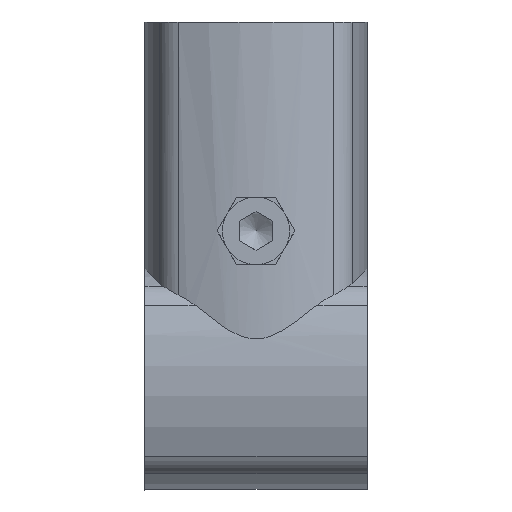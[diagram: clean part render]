
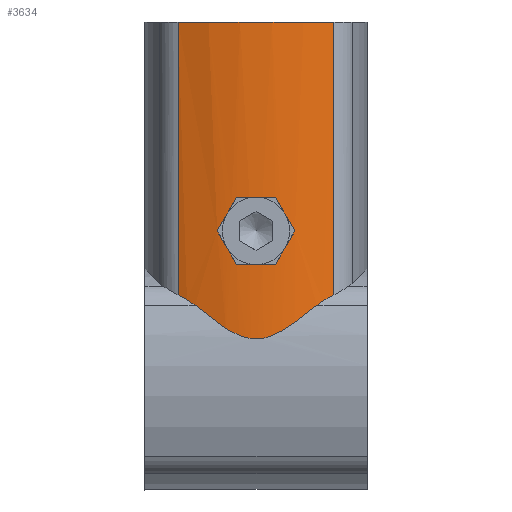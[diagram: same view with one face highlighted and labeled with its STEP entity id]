
A CAD part, left-side view. The second image highlights one B-rep face of the part: STEP entity #3634.
In plain terms, the highlighted cylindrical face has radius 30 mm (diameter 60.001 mm), a partial arc.
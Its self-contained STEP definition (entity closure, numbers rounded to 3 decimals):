
#79=ELLIPSE('',#3908,60.001,30.);
#80=ELLIPSE('',#3909,60.001,30.);
#81=ELLIPSE('',#3911,60.001,30.);
#82=ELLIPSE('',#3912,60.001,30.);
#114=FACE_BOUND('',#442,.T.);
#139=CYLINDRICAL_SURFACE('',#3907,30.);
#234=FACE_OUTER_BOUND('',#441,.T.);
#441=EDGE_LOOP('',(#2521,#2522,#2523,#2524,#2525,#2526));
#442=EDGE_LOOP('',(#2527,#2528,#2529,#2530,#2531,#2532));
#662=B_SPLINE_CURVE_WITH_KNOTS('',3,(#5556,#5557,#5558,#5559,#5560,#5561,
#5562,#5563,#5564,#5565),.UNSPECIFIED.,.F.,.F.,(4,2,2,2,4),(-22.637,
-21.867,-18.863,-16.505,-15.134),
 .UNSPECIFIED.);
#663=B_SPLINE_CURVE_WITH_KNOTS('',3,(#5568,#5569,#5570,#5571,#5572,#5573,
#5574,#5575,#5576,#5577),.UNSPECIFIED.,.F.,.F.,(4,2,2,2,4),(-41.317,
-38.587,-35.574,-34.067,-33.626),
 .UNSPECIFIED.);
#664=B_SPLINE_CURVE_WITH_KNOTS('',3,(#5578,#5579,#5580,#5581,#5582,#5583,
#5584,#5585,#5586,#5587,#5588,#5589,#5590,#5591,#5592,#5593,#5594,#5595,
#5596,#5597,#5598,#5599,#5600,#5601,#5602,#5603,#5604,#5605,#5606,#5607,
#5608,#5609,#5610,#5611,#5612,#5613,#5614,#5615),.UNSPECIFIED.,.F.,.F.,
(4,2,2,2,2,2,2,2,2,2,2,2,2,2,2,2,2,2,4),(-340.866,-336.735,
-332.437,-328.139,-323.84,-319.542,
-317.393,-315.243,-313.094,-310.945,
-308.796,-306.646,-304.497,-302.348,
-298.05,-293.751,-289.453,-285.154,
-281.023),.UNSPECIFIED.);
#755=LINE('',#5552,#1051);
#756=LINE('',#5566,#1052);
#1051=VECTOR('',#4395,40.119);
#1052=VECTOR('',#4398,40.119);
#1342=CIRCLE('',#3894,30.);
#1346=CIRCLE('',#3910,30.);
#1347=CIRCLE('',#3913,30.);
#1522=VERTEX_POINT('',#5495);
#1523=VERTEX_POINT('',#5497);
#1530=VERTEX_POINT('',#5539);
#1531=VERTEX_POINT('',#5554);
#1532=VERTEX_POINT('',#5555);
#1533=VERTEX_POINT('',#5567);
#1534=VERTEX_POINT('',#5616);
#1535=VERTEX_POINT('',#5617);
#1536=VERTEX_POINT('',#5619);
#1537=VERTEX_POINT('',#5621);
#1538=VERTEX_POINT('',#5623);
#1539=VERTEX_POINT('',#5625);
#1908=EDGE_CURVE('',#1522,#1523,#1342,.T.);
#1923=EDGE_CURVE('',#1530,#1522,#755,.T.);
#1924=EDGE_CURVE('',#1531,#1532,#662,.T.);
#1925=EDGE_CURVE('',#1523,#1532,#756,.T.);
#1926=EDGE_CURVE('',#1530,#1533,#663,.T.);
#1927=EDGE_CURVE('',#1533,#1531,#664,.T.);
#1928=EDGE_CURVE('',#1534,#1535,#79,.T.);
#1929=EDGE_CURVE('',#1536,#1535,#80,.T.);
#1930=EDGE_CURVE('',#1537,#1536,#1346,.T.);
#1931=EDGE_CURVE('',#1538,#1537,#81,.T.);
#1932=EDGE_CURVE('',#1538,#1539,#82,.T.);
#1933=EDGE_CURVE('',#1539,#1534,#1347,.T.);
#2521=ORIENTED_EDGE('',*,*,#1924,.T.);
#2522=ORIENTED_EDGE('',*,*,#1925,.F.);
#2523=ORIENTED_EDGE('',*,*,#1908,.F.);
#2524=ORIENTED_EDGE('',*,*,#1923,.F.);
#2525=ORIENTED_EDGE('',*,*,#1926,.T.);
#2526=ORIENTED_EDGE('',*,*,#1927,.T.);
#2527=ORIENTED_EDGE('',*,*,#1928,.T.);
#2528=ORIENTED_EDGE('',*,*,#1929,.F.);
#2529=ORIENTED_EDGE('',*,*,#1930,.F.);
#2530=ORIENTED_EDGE('',*,*,#1931,.F.);
#2531=ORIENTED_EDGE('',*,*,#1932,.T.);
#2532=ORIENTED_EDGE('',*,*,#1933,.T.);
#3634=ADVANCED_FACE('',(#234,#114),#139,.T.);
#3894=AXIS2_PLACEMENT_3D('',#5498,#4363,#4364);
#3907=AXIS2_PLACEMENT_3D('',#5553,#4396,#4397);
#3908=AXIS2_PLACEMENT_3D('',#5618,#4399,#4400);
#3909=AXIS2_PLACEMENT_3D('',#5620,#4401,#4402);
#3910=AXIS2_PLACEMENT_3D('',#5622,#4403,#4404);
#3911=AXIS2_PLACEMENT_3D('',#5624,#4405,#4406);
#3912=AXIS2_PLACEMENT_3D('',#5626,#4407,#4408);
#3913=AXIS2_PLACEMENT_3D('',#5627,#4409,#4410);
#4363=DIRECTION('center_axis',(0.,0.,1.));
#4364=DIRECTION('ref_axis',(-0.924,0.382,0.));
#4395=DIRECTION('',(0.,0.,1.));
#4396=DIRECTION('center_axis',(0.,0.,1.));
#4397=DIRECTION('ref_axis',(-1.,0.,0.));
#4398=DIRECTION('',(0.,0.,-1.));
#4399=DIRECTION('center_axis',(0.,-0.866,
0.5));
#4400=DIRECTION('ref_axis',(0.,0.5,0.866));
#4401=DIRECTION('center_axis',(0.,0.866,0.5));
#4402=DIRECTION('ref_axis',(0.,0.5,-0.866));
#4403=DIRECTION('center_axis',(0.,0.,1.));
#4404=DIRECTION('ref_axis',(-0.995,0.095,0.));
#4405=DIRECTION('center_axis',(0.,-0.866,
0.5));
#4406=DIRECTION('ref_axis',(0.,-0.5,-0.866));
#4407=DIRECTION('center_axis',(0.,0.866,0.5));
#4408=DIRECTION('ref_axis',(0.,-0.5,0.866));
#4409=DIRECTION('center_axis',(0.,0.,1.));
#4410=DIRECTION('ref_axis',(-0.995,0.095,0.));
#5495=CARTESIAN_POINT('',(-6.747,414.177,1333.5));
#5497=CARTESIAN_POINT('',(-6.747,391.26,1333.5));
#5498=CARTESIAN_POINT('Origin',(20.979,402.718,1333.5));
#5539=CARTESIAN_POINT('',(-6.747,414.177,1293.381));
#5552=CARTESIAN_POINT('',(-6.747,414.177,1293.381));
#5553=CARTESIAN_POINT('Origin',(20.979,402.718,1281.494));
#5554=CARTESIAN_POINT('',(-7.651,393.754,1291.86));
#5555=CARTESIAN_POINT('',(-6.747,391.26,1293.381));
#5556=CARTESIAN_POINT('Ctrl Pts',(-7.651,393.754,1291.86));
#5557=CARTESIAN_POINT('Ctrl Pts',(-7.626,393.673,1291.927));
#5558=CARTESIAN_POINT('Ctrl Pts',(-7.599,393.591,1291.993));
#5559=CARTESIAN_POINT('Ctrl Pts',(-7.467,393.18,1292.307));
#5560=CARTESIAN_POINT('Ctrl Pts',(-7.348,392.833,1292.531));
#5561=CARTESIAN_POINT('Ctrl Pts',(-7.141,392.26,1292.869));
#5562=CARTESIAN_POINT('Ctrl Pts',(-7.043,391.999,1293.012));
#5563=CARTESIAN_POINT('Ctrl Pts',(-6.876,391.577,1293.228));
#5564=CARTESIAN_POINT('Ctrl Pts',(-6.813,391.419,1293.306));
#5565=CARTESIAN_POINT('Ctrl Pts',(-6.747,391.26,1293.381));
#5566=CARTESIAN_POINT('',(-6.747,391.26,1333.5));
#5567=CARTESIAN_POINT('',(-7.651,411.683,1291.86));
#5568=CARTESIAN_POINT('Ctrl Pts',(-6.747,414.177,1293.381));
#5569=CARTESIAN_POINT('Ctrl Pts',(-6.877,413.861,1293.231));
#5570=CARTESIAN_POINT('Ctrl Pts',(-7.,413.55,1293.073));
#5571=CARTESIAN_POINT('Ctrl Pts',(-7.239,412.911,1292.718));
#5572=CARTESIAN_POINT('Ctrl Pts',(-7.355,412.584,1292.52));
#5573=CARTESIAN_POINT('Ctrl Pts',(-7.513,412.114,1292.196));
#5574=CARTESIAN_POINT('Ctrl Pts',(-7.563,411.961,1292.084));
#5575=CARTESIAN_POINT('Ctrl Pts',(-7.624,411.769,1291.931));
#5576=CARTESIAN_POINT('Ctrl Pts',(-7.637,411.726,1291.896));
#5577=CARTESIAN_POINT('Ctrl Pts',(-7.651,411.683,1291.86));
#5578=CARTESIAN_POINT('Ctrl Pts',(-7.651,411.683,1291.86));
#5579=CARTESIAN_POINT('Ctrl Pts',(-7.771,411.299,1291.537));
#5580=CARTESIAN_POINT('Ctrl Pts',(-7.883,410.916,1291.22));
#5581=CARTESIAN_POINT('Ctrl Pts',(-8.094,410.134,1290.588));
#5582=CARTESIAN_POINT('Ctrl Pts',(-8.192,409.735,1290.274));
#5583=CARTESIAN_POINT('Ctrl Pts',(-8.373,408.934,1289.666));
#5584=CARTESIAN_POINT('Ctrl Pts',(-8.456,408.533,1289.371));
#5585=CARTESIAN_POINT('Ctrl Pts',(-8.604,407.723,1288.81));
#5586=CARTESIAN_POINT('Ctrl Pts',(-8.67,407.317,1288.544));
#5587=CARTESIAN_POINT('Ctrl Pts',(-8.787,406.49,1288.048));
#5588=CARTESIAN_POINT('Ctrl Pts',(-8.837,406.069,1287.819));
#5589=CARTESIAN_POINT('Ctrl Pts',(-8.901,405.415,1287.516));
#5590=CARTESIAN_POINT('Ctrl Pts',(-8.92,405.193,1287.422));
#5591=CARTESIAN_POINT('Ctrl Pts',(-8.954,404.739,1287.252));
#5592=CARTESIAN_POINT('Ctrl Pts',(-8.969,404.507,1287.175));
#5593=CARTESIAN_POINT('Ctrl Pts',(-8.994,404.027,1287.047));
#5594=CARTESIAN_POINT('Ctrl Pts',(-9.004,403.779,1286.994));
#5595=CARTESIAN_POINT('Ctrl Pts',(-9.018,403.265,1286.92));
#5596=CARTESIAN_POINT('Ctrl Pts',(-9.022,402.998,1286.899));
#5597=CARTESIAN_POINT('Ctrl Pts',(-9.022,402.439,1286.899));
#5598=CARTESIAN_POINT('Ctrl Pts',(-9.018,402.172,1286.92));
#5599=CARTESIAN_POINT('Ctrl Pts',(-9.004,401.658,1286.994));
#5600=CARTESIAN_POINT('Ctrl Pts',(-8.994,401.41,1287.047));
#5601=CARTESIAN_POINT('Ctrl Pts',(-8.969,400.93,1287.175));
#5602=CARTESIAN_POINT('Ctrl Pts',(-8.954,400.698,1287.252));
#5603=CARTESIAN_POINT('Ctrl Pts',(-8.92,400.244,1287.422));
#5604=CARTESIAN_POINT('Ctrl Pts',(-8.901,400.022,1287.516));
#5605=CARTESIAN_POINT('Ctrl Pts',(-8.837,399.368,1287.819));
#5606=CARTESIAN_POINT('Ctrl Pts',(-8.787,398.947,1288.048));
#5607=CARTESIAN_POINT('Ctrl Pts',(-8.67,398.12,1288.544));
#5608=CARTESIAN_POINT('Ctrl Pts',(-8.604,397.714,1288.81));
#5609=CARTESIAN_POINT('Ctrl Pts',(-8.456,396.904,1289.371));
#5610=CARTESIAN_POINT('Ctrl Pts',(-8.373,396.503,1289.666));
#5611=CARTESIAN_POINT('Ctrl Pts',(-8.192,395.702,1290.274));
#5612=CARTESIAN_POINT('Ctrl Pts',(-8.094,395.303,1290.588));
#5613=CARTESIAN_POINT('Ctrl Pts',(-7.883,394.521,1291.22));
#5614=CARTESIAN_POINT('Ctrl Pts',(-7.771,394.137,1291.537));
#5615=CARTESIAN_POINT('Ctrl Pts',(-7.651,393.754,1291.86));
#5616=CARTESIAN_POINT('',(-8.885,399.859,1307.744));
#5617=CARTESIAN_POINT('',(-8.471,396.999,1302.791));
#5618=CARTESIAN_POINT('Origin',(20.979,402.718,1312.697));
#5619=CARTESIAN_POINT('',(-8.885,399.859,1297.838));
#5620=CARTESIAN_POINT('Origin',(20.979,402.718,1292.885));
#5621=CARTESIAN_POINT('',(-8.885,405.578,1297.838));
#5622=CARTESIAN_POINT('Origin',(20.979,402.718,1297.838));
#5623=CARTESIAN_POINT('',(-8.471,408.438,1302.791));
#5624=CARTESIAN_POINT('Origin',(20.979,402.718,1292.885));
#5625=CARTESIAN_POINT('',(-8.885,405.578,1307.744));
#5626=CARTESIAN_POINT('Origin',(20.979,402.718,1312.697));
#5627=CARTESIAN_POINT('Origin',(20.979,402.718,1307.744));
